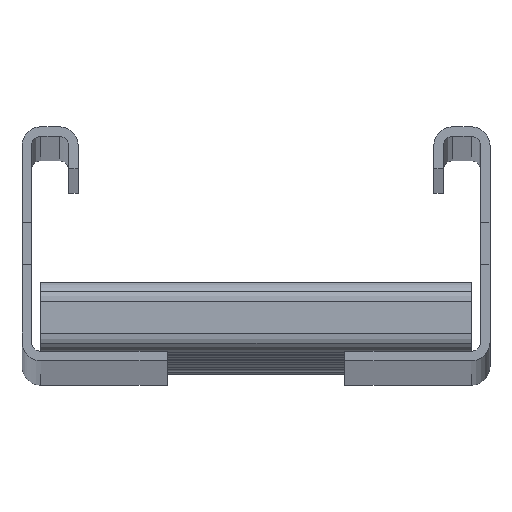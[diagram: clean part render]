
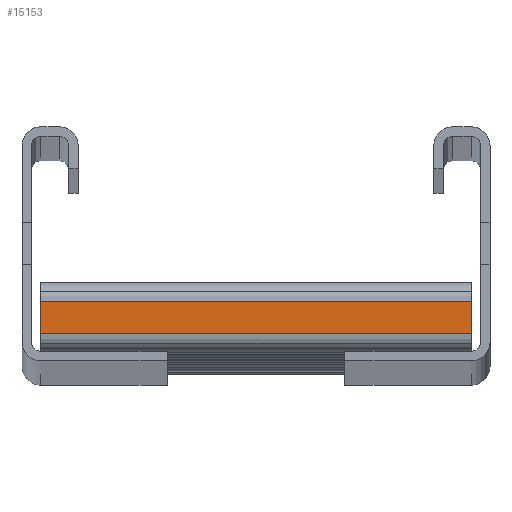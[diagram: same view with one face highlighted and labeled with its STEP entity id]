
A CAD part, top view. The second image highlights one B-rep face of the part: STEP entity #15153.
In plain terms, the highlighted planar face has unit normal (0, 0, 1).
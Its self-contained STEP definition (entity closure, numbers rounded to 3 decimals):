
#3739=DIRECTION('',(1.,0.,0.));
#3740=VECTOR('',#3739,92.);
#3741=CARTESIAN_POINT('',(-46.,-19.,1365.));
#3742=LINE('',#3741,#3740);
#3823=DIRECTION('',(0.,-1.,0.));
#3824=VECTOR('',#3823,7.);
#3825=CARTESIAN_POINT('',(-46.,-12.,1365.));
#3826=LINE('',#3825,#3824);
#3840=DIRECTION('',(0.,-1.,0.));
#3841=VECTOR('',#3840,7.);
#3842=CARTESIAN_POINT('',(46.,-12.,1365.));
#3843=LINE('',#3842,#3841);
#3919=DIRECTION('',(1.,0.,0.));
#3920=VECTOR('',#3919,92.);
#3921=CARTESIAN_POINT('',(-46.,-12.,1365.));
#3922=LINE('',#3921,#3920);
#9197=CARTESIAN_POINT('',(-46.,-12.,1365.));
#9198=CARTESIAN_POINT('',(-46.,-19.,1365.));
#9199=VERTEX_POINT('',#9197);
#9200=VERTEX_POINT('',#9198);
#9233=CARTESIAN_POINT('',(46.,-12.,1365.));
#9234=CARTESIAN_POINT('',(46.,-19.,1365.));
#9235=VERTEX_POINT('',#9233);
#9236=VERTEX_POINT('',#9234);
#15141=CARTESIAN_POINT('',(-46.,-12.,1365.));
#15142=DIRECTION('',(0.,0.,1.));
#15143=DIRECTION('',(0.,-1.,0.));
#15144=AXIS2_PLACEMENT_3D('',#15141,#15142,#15143);
#15145=PLANE('',#15144);
#15146=ORIENTED_EDGE('',*,*,#15061,.F.);
#15148=ORIENTED_EDGE('',*,*,#15147,.T.);
#15149=ORIENTED_EDGE('',*,*,#15101,.T.);
#15150=ORIENTED_EDGE('',*,*,#15010,.F.);
#15151=EDGE_LOOP('',(#15146,#15148,#15149,#15150));
#15152=FACE_OUTER_BOUND('',#15151,.F.);
#15153=ADVANCED_FACE('',(#15152),#15145,.T.);
#15010=EDGE_CURVE('',#9200,#9236,#3742,.T.);
#15061=EDGE_CURVE('',#9199,#9200,#3826,.T.);
#15101=EDGE_CURVE('',#9235,#9236,#3843,.T.);
#15147=EDGE_CURVE('',#9199,#9235,#3922,.T.);
